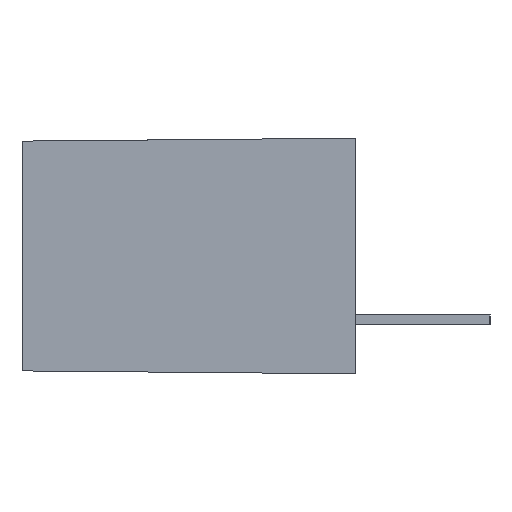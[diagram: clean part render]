
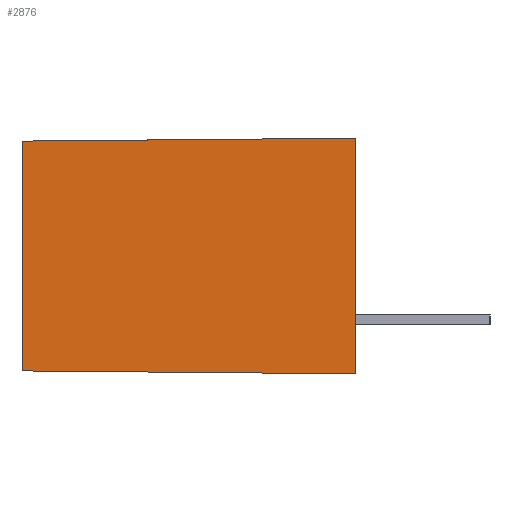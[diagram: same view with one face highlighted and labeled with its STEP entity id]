
A CAD part, left-side view. The second image highlights one B-rep face of the part: STEP entity #2876.
In plain terms, the highlighted planar face has unit normal (-1, 0.009, 0).
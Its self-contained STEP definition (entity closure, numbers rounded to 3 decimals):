
#260 = VECTOR ( 'NONE', #3977, 1000. ) ;
#328 = CARTESIAN_POINT ( 'NONE',  ( -9.711, 9.7, -3.511 ) ) ;
#402 = FACE_OUTER_BOUND ( 'NONE', #2124, .T. ) ;
#583 = VERTEX_POINT ( 'NONE', #1204 ) ;
#987 = ORIENTED_EDGE ( 'NONE', *, *, #4978, .F. ) ;
#1204 = CARTESIAN_POINT ( 'NONE',  ( -9.8, -0.5, 3.6 ) ) ;
#1227 = CARTESIAN_POINT ( 'NONE',  ( -9.711, 9.7, 3.6 ) ) ;
#1473 = VECTOR ( 'NONE', #3092, 1000. ) ;
#1618 = ORIENTED_EDGE ( 'NONE', *, *, #3716, .T. ) ;
#1720 = DIRECTION ( 'NONE',  ( 0., 0., -1. ) ) ;
#1754 = DIRECTION ( 'NONE',  ( 0., 0., -1. ) ) ;
#1763 = EDGE_CURVE ( 'NONE', #5737, #5681, #3282, .T. ) ;
#1839 = PLANE ( 'NONE',  #2204 ) ;
#1950 = ORIENTED_EDGE ( 'NONE', *, *, #2652, .F. ) ;
#2124 = EDGE_LOOP ( 'NONE', ( #1618, #1950, #987, #5160 ) ) ;
#2134 = CARTESIAN_POINT ( 'NONE',  ( -9.8, -0.5, 3.6 ) ) ;
#2164 = CARTESIAN_POINT ( 'NONE',  ( -9.8, -0.5, 3.6 ) ) ;
#2204 = AXIS2_PLACEMENT_3D ( 'NONE', #2273, #4176, #2761 ) ;
#2273 = CARTESIAN_POINT ( 'NONE',  ( -9.8, -0.5, 3.6 ) ) ;
#2652 = EDGE_CURVE ( 'NONE', #583, #4617, #4751, .T. ) ;
#2710 = LINE ( 'NONE', #4116, #1473 ) ;
#2761 = DIRECTION ( 'NONE',  ( -0.009, -1., 0. ) ) ;
#2788 = CARTESIAN_POINT ( 'NONE',  ( -9.711, 9.7, 3.511 ) ) ;
#2876 = ADVANCED_FACE ( 'NONE', ( #402 ), #1839, .T. ) ;
#3092 = DIRECTION ( 'NONE',  ( -0.009, -1., -0.009 ) ) ;
#3129 = VECTOR ( 'NONE', #1754, 1000. ) ;
#3282 = LINE ( 'NONE', #1227, #3129 ) ;
#3716 = EDGE_CURVE ( 'NONE', #5681, #4617, #2710, .T. ) ;
#3977 = DIRECTION ( 'NONE',  ( -0.009, -1., 0.009 ) ) ;
#4116 = CARTESIAN_POINT ( 'NONE',  ( -9.799, -0.437, -3.599 ) ) ;
#4148 = VECTOR ( 'NONE', #1720, 1000. ) ;
#4176 = DIRECTION ( 'NONE',  ( -1., 0.009, 0. ) ) ;
#4617 = VERTEX_POINT ( 'NONE', #5475 ) ;
#4751 = LINE ( 'NONE', #2134, #4148 ) ;
#4978 = EDGE_CURVE ( 'NONE', #5737, #583, #5343, .T. ) ;
#5160 = ORIENTED_EDGE ( 'NONE', *, *, #1763, .T. ) ;
#5343 = LINE ( 'NONE', #2164, #260 ) ;
#5475 = CARTESIAN_POINT ( 'NONE',  ( -9.8, -0.5, -3.6 ) ) ;
#5681 = VERTEX_POINT ( 'NONE', #328 ) ;
#5737 = VERTEX_POINT ( 'NONE', #2788 ) ;
